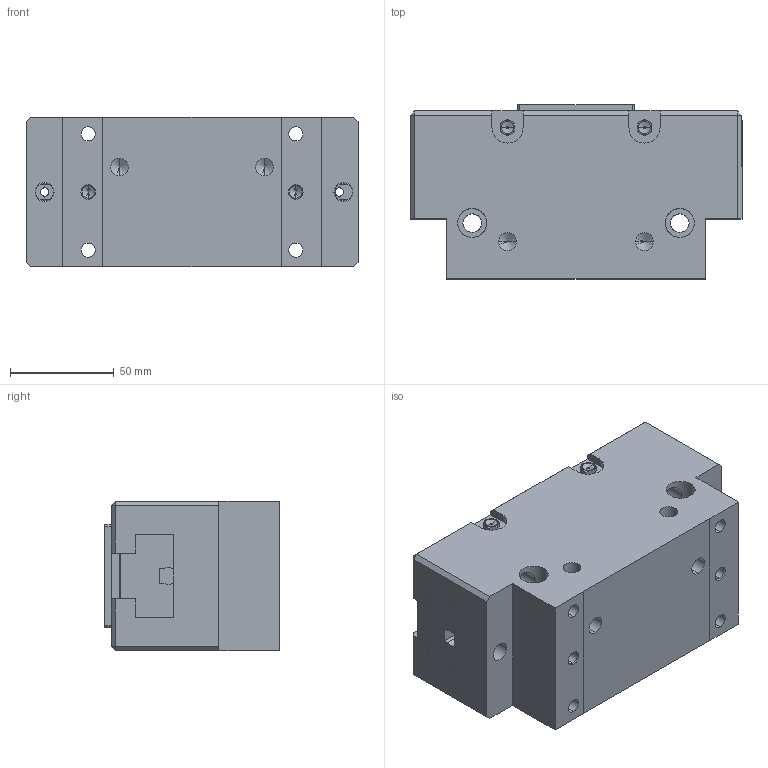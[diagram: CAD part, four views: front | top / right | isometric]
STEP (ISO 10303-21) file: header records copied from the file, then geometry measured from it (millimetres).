
FILE_DESCRIPTION (( 'STEP AP203' ), '1' );
FILE_NAME ('MIA1-G2-50 SV c1-2.STEP', '2015-03-27T12:03:10', ( 'BOLOGNESE' ), ( '' ), 'SwSTEP 2.0', 'SolidWorks 2009', '' );
FILE_SCHEMA (( 'CONFIG_CONTROL_DESIGN' ));
Length unit declared in the file: millimetre
Products named in the file (4): Coperchio; Corpo; Griffa; MIA1-G2-50 SV c1-2
Assembly tree (4 placements, depth 2):
  MIA1-G2-50 SV c1-2
    Coperchio
    Griffa  x2
    Corpo
Bounding box: 160 x 84 x 72 mm (x, y, z)
Volume: 800435.9 mm3; surface area: 122109.7 mm2
Topology: 4 solids, 4 shells, 340 faces, 854 edges, 526 vertices
Faces by surface type: plane 170, cylinder 86, cone 76, sphere 8
Entity records: 9648 total; most frequent: CARTESIAN_POINT 2307, DIRECTION 1440, ORIENTED_EDGE 1404, EDGE_CURVE 702, AXIS2_PLACEMENT_3D 504, VERTEX_POINT 447, LINE 432, VECTOR 432
